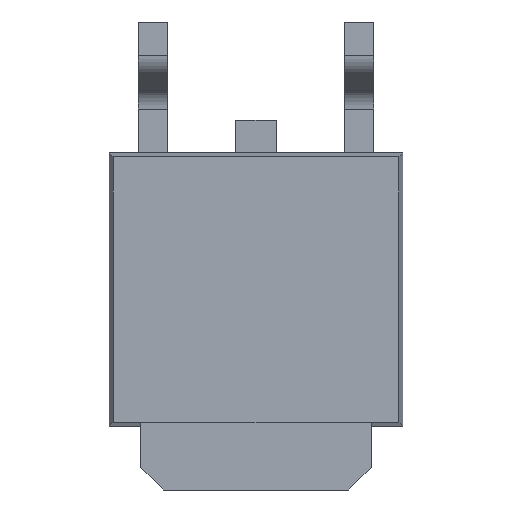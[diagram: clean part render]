
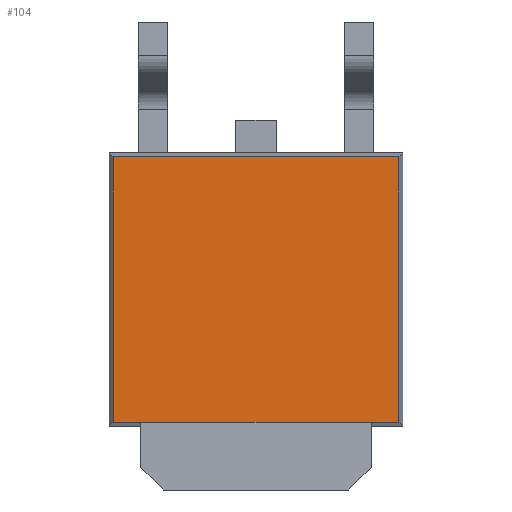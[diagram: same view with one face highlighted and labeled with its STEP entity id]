
A CAD part, front view. The second image highlights one B-rep face of the part: STEP entity #104.
In plain terms, the highlighted planar face has unit normal (0, -1, 0).
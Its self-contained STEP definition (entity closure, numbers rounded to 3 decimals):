
#12 = VECTOR ( 'NONE', #982, 1000. ) ;
#19 = EDGE_CURVE ( 'NONE', #21, #422, #1853, .T. ) ;
#21 = VERTEX_POINT ( 'NONE', #1230 ) ;
#37 = EDGE_CURVE ( 'NONE', #731, #1000, #1753, .T. ) ;
#59 = DIRECTION ( 'NONE',  ( 0., 0., -1. ) ) ;
#104 = ADVANCED_FACE ( 'NONE', ( #1713 ), #697, .F. ) ;
#142 = CARTESIAN_POINT ( 'NONE',  ( 3.162, -0.5, -2.937 ) ) ;
#151 = CARTESIAN_POINT ( 'NONE',  ( 3.162, -0.5, 2.937 ) ) ;
#200 = LINE ( 'NONE', #1847, #12 ) ;
#213 = CARTESIAN_POINT ( 'NONE',  ( -3.162, -0.5, 0. ) ) ;
#345 = LINE ( 'NONE', #524, #1487 ) ;
#422 = VERTEX_POINT ( 'NONE', #1665 ) ;
#448 = ORIENTED_EDGE ( 'NONE', *, *, #534, .F. ) ;
#524 = CARTESIAN_POINT ( 'NONE',  ( 0., -0.5, -2.937 ) ) ;
#534 = EDGE_CURVE ( 'NONE', #1488, #1240, #1445, .T. ) ;
#627 = EDGE_CURVE ( 'NONE', #1000, #21, #200, .T. ) ;
#631 = VECTOR ( 'NONE', #1078, 1000. ) ;
#697 = PLANE ( 'NONE',  #1631 ) ;
#731 = VERTEX_POINT ( 'NONE', #151 ) ;
#791 = CARTESIAN_POINT ( 'NONE',  ( 3.162, -0.5, 0. ) ) ;
#796 = VECTOR ( 'NONE', #1242, 1000. ) ;
#803 = CARTESIAN_POINT ( 'NONE',  ( 0., -0.5, 0. ) ) ;
#878 = ORIENTED_EDGE ( 'NONE', *, *, #989, .F. ) ;
#903 = EDGE_CURVE ( 'NONE', #1240, #731, #1155, .T. ) ;
#981 = VECTOR ( 'NONE', #1401, 1000. ) ;
#982 = DIRECTION ( 'NONE',  ( -1., 0., 0. ) ) ;
#989 = EDGE_CURVE ( 'NONE', #422, #1488, #345, .T. ) ;
#1000 = VERTEX_POINT ( 'NONE', #142 ) ;
#1078 = DIRECTION ( 'NONE',  ( 1., 0., 0. ) ) ;
#1109 = DIRECTION ( 'NONE',  ( -1., 0., 0. ) ) ;
#1155 = LINE ( 'NONE', #1664, #631 ) ;
#1192 = CARTESIAN_POINT ( 'NONE',  ( -3.162, -0.5, -2.937 ) ) ;
#1230 = CARTESIAN_POINT ( 'NONE',  ( 2.55, -0.5, -2.937 ) ) ;
#1240 = VERTEX_POINT ( 'NONE', #1269 ) ;
#1242 = DIRECTION ( 'NONE',  ( 0., 0., 1. ) ) ;
#1269 = CARTESIAN_POINT ( 'NONE',  ( -3.162, -0.5, 2.937 ) ) ;
#1310 = ORIENTED_EDGE ( 'NONE', *, *, #627, .F. ) ;
#1401 = DIRECTION ( 'NONE',  ( -1., 0., 0. ) ) ;
#1445 = LINE ( 'NONE', #213, #796 ) ;
#1461 = ORIENTED_EDGE ( 'NONE', *, *, #903, .F. ) ;
#1487 = VECTOR ( 'NONE', #1109, 1000. ) ;
#1488 = VERTEX_POINT ( 'NONE', #1192 ) ;
#1562 = DIRECTION ( 'NONE',  ( 0., 1., 0. ) ) ;
#1587 = ORIENTED_EDGE ( 'NONE', *, *, #37, .F. ) ;
#1603 = VECTOR ( 'NONE', #59, 1000. ) ;
#1610 = ORIENTED_EDGE ( 'NONE', *, *, #19, .F. ) ;
#1631 = AXIS2_PLACEMENT_3D ( 'NONE', #803, #1562, #1852 ) ;
#1664 = CARTESIAN_POINT ( 'NONE',  ( 0., -0.5, 2.937 ) ) ;
#1665 = CARTESIAN_POINT ( 'NONE',  ( -2.55, -0.5, -2.937 ) ) ;
#1686 = CARTESIAN_POINT ( 'NONE',  ( 0., -0.5, -2.937 ) ) ;
#1713 = FACE_OUTER_BOUND ( 'NONE', #1885, .T. ) ;
#1753 = LINE ( 'NONE', #791, #1603 ) ;
#1847 = CARTESIAN_POINT ( 'NONE',  ( 0., -0.5, -2.937 ) ) ;
#1852 = DIRECTION ( 'NONE',  ( 0., 0., 1. ) ) ;
#1853 = LINE ( 'NONE', #1686, #981 ) ;
#1885 = EDGE_LOOP ( 'NONE', ( #1610, #1310, #1587, #1461, #448, #878 ) ) ;
